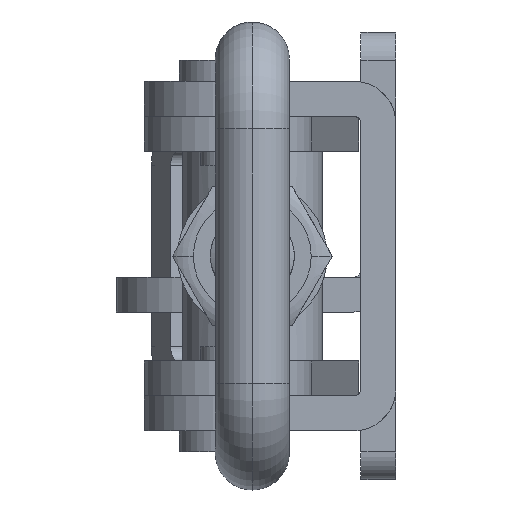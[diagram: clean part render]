
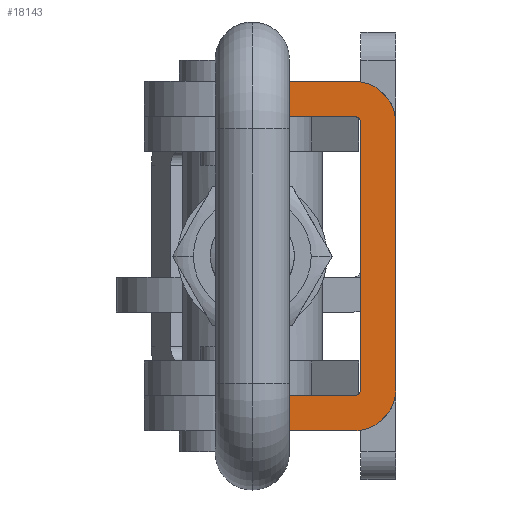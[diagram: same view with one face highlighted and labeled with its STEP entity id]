
A CAD part, left-side view. The second image highlights one B-rep face of the part: STEP entity #18143.
In plain terms, the highlighted planar face has unit normal (-1, 0, 0).
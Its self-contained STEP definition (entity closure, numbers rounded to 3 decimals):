
#536 = FACE_OUTER_BOUND ( 'NONE', #12081, .T. ) ;
#653 = CIRCLE ( 'NONE', #1250, 0.5 ) ;
#1250 = AXIS2_PLACEMENT_3D ( 'NONE', #18693, #4406, #16812 ) ;
#1301 = ORIENTED_EDGE ( 'NONE', *, *, #19492, .T. ) ;
#1324 = DIRECTION ( 'NONE',  ( 0., 1., 0. ) ) ;
#1550 = EDGE_CURVE ( 'NONE', #26461, #2034, #3285, .T. ) ;
#1723 = DIRECTION ( 'NONE',  ( 0., 0., 1. ) ) ;
#2034 = VERTEX_POINT ( 'NONE', #16256 ) ;
#2058 = CARTESIAN_POINT ( 'NONE',  ( 0., 3., 12.5 ) ) ;
#2347 = PLANE ( 'NONE',  #3947 ) ;
#2412 = VERTEX_POINT ( 'NONE', #8559 ) ;
#2846 = VECTOR ( 'NONE', #27275, 1000. ) ;
#2994 = DIRECTION ( 'NONE',  ( 0., 0., 1. ) ) ;
#3285 = LINE ( 'NONE', #13800, #4400 ) ;
#3757 = AXIS2_PLACEMENT_3D ( 'NONE', #20891, #11531, #28181 ) ;
#3947 = AXIS2_PLACEMENT_3D ( 'NONE', #9144, #14260, #13951 ) ;
#4079 = AXIS2_PLACEMENT_3D ( 'NONE', #8519, #22377, #27286 ) ;
#4400 = VECTOR ( 'NONE', #27969, 1000. ) ;
#4406 = DIRECTION ( 'NONE',  ( 1., 0., 0. ) ) ;
#5345 = ORIENTED_EDGE ( 'NONE', *, *, #8236, .F. ) ;
#5674 = LINE ( 'NONE', #18121, #15386 ) ;
#5908 = CARTESIAN_POINT ( 'NONE',  ( 0., 0., -16. ) ) ;
#5944 = EDGE_CURVE ( 'NONE', #9487, #16471, #12479, .T. ) ;
#5946 = ORIENTED_EDGE ( 'NONE', *, *, #8905, .T. ) ;
#6004 = CARTESIAN_POINT ( 'NONE',  ( 0., 2.5, -16. ) ) ;
#6158 = VERTEX_POINT ( 'NONE', #2058 ) ;
#6530 = CIRCLE ( 'NONE', #18320, 3. ) ;
#7312 = CARTESIAN_POINT ( 'NONE',  ( 0., 2.5, -9.5 ) ) ;
#7388 = ORIENTED_EDGE ( 'NONE', *, *, #14709, .F. ) ;
#8236 = EDGE_CURVE ( 'NONE', #26461, #17814, #13911, .T. ) ;
#8285 = VECTOR ( 'NONE', #1324, 1000. ) ;
#8519 = CARTESIAN_POINT ( 'NONE',  ( 0., 3., -9.5 ) ) ;
#8559 = CARTESIAN_POINT ( 'NONE',  ( 0., 0., 9.5 ) ) ;
#8905 = EDGE_CURVE ( 'NONE', #21978, #9487, #12042, .T. ) ;
#9144 = CARTESIAN_POINT ( 'NONE',  ( 0., 2.5, -16. ) ) ;
#9323 = VECTOR ( 'NONE', #18540, 1000. ) ;
#9331 = VERTEX_POINT ( 'NONE', #19325 ) ;
#9487 = VERTEX_POINT ( 'NONE', #24630 ) ;
#10259 = EDGE_CURVE ( 'NONE', #17814, #6158, #25735, .T. ) ;
#11275 = DIRECTION ( 'NONE',  ( 0., 0., -1. ) ) ;
#11358 = EDGE_CURVE ( 'NONE', #24966, #30130, #23633, .T. ) ;
#11531 = DIRECTION ( 'NONE',  ( 1., 0., 0. ) ) ;
#11623 = ORIENTED_EDGE ( 'NONE', *, *, #11358, .T. ) ;
#12042 = LINE ( 'NONE', #22698, #8285 ) ;
#12081 = EDGE_LOOP ( 'NONE', ( #15287, #11623, #28774, #19182, #17295, #5345, #14851, #1301, #7388, #25233, #5946, #22086 ) ) ;
#12479 = LINE ( 'NONE', #17573, #30731 ) ;
#13353 = EDGE_CURVE ( 'NONE', #30130, #2412, #23063, .T. ) ;
#13800 = CARTESIAN_POINT ( 'NONE',  ( 0., 12., 10. ) ) ;
#13911 = LINE ( 'NONE', #15638, #30667 ) ;
#13951 = DIRECTION ( 'NONE',  ( 0., 0., -1. ) ) ;
#14156 = VERTEX_POINT ( 'NONE', #7312 ) ;
#14260 = DIRECTION ( 'NONE',  ( 1., 0., 0. ) ) ;
#14673 = CIRCLE ( 'NONE', #3757, 0.5 ) ;
#14709 = EDGE_CURVE ( 'NONE', #14156, #9331, #20010, .T. ) ;
#14851 = ORIENTED_EDGE ( 'NONE', *, *, #1550, .T. ) ;
#15287 = ORIENTED_EDGE ( 'NONE', *, *, #20100, .F. ) ;
#15386 = VECTOR ( 'NONE', #27522, 1000. ) ;
#15638 = CARTESIAN_POINT ( 'NONE',  ( 0., 12., 10. ) ) ;
#16175 = CARTESIAN_POINT ( 'NONE',  ( 0., 0., -9.5 ) ) ;
#16256 = CARTESIAN_POINT ( 'NONE',  ( 0., 3., 10. ) ) ;
#16471 = VERTEX_POINT ( 'NONE', #23973 ) ;
#16812 = DIRECTION ( 'NONE',  ( 0., 0., -1. ) ) ;
#17295 = ORIENTED_EDGE ( 'NONE', *, *, #10259, .F. ) ;
#17567 = EDGE_CURVE ( 'NONE', #2412, #6158, #6530, .T. ) ;
#17573 = CARTESIAN_POINT ( 'NONE',  ( 0., 12., -10. ) ) ;
#17814 = VERTEX_POINT ( 'NONE', #27499 ) ;
#18121 = CARTESIAN_POINT ( 'NONE',  ( 0., 0., -12.5 ) ) ;
#18143 = ADVANCED_FACE ( 'NONE', ( #536 ), #2347, .F. ) ;
#18320 = AXIS2_PLACEMENT_3D ( 'NONE', #19068, #23962, #28767 ) ;
#18540 = DIRECTION ( 'NONE',  ( 0., -1., 0. ) ) ;
#18693 = CARTESIAN_POINT ( 'NONE',  ( 0., 3., -9.5 ) ) ;
#19068 = CARTESIAN_POINT ( 'NONE',  ( 0., 3., 9.5 ) ) ;
#19182 = ORIENTED_EDGE ( 'NONE', *, *, #17567, .T. ) ;
#19325 = CARTESIAN_POINT ( 'NONE',  ( 0., 2.5, 9.5 ) ) ;
#19492 = EDGE_CURVE ( 'NONE', #2034, #9331, #14673, .T. ) ;
#20010 = LINE ( 'NONE', #6004, #2846 ) ;
#20100 = EDGE_CURVE ( 'NONE', #24966, #16471, #5674, .T. ) ;
#20891 = CARTESIAN_POINT ( 'NONE',  ( 0., 3., 9.5 ) ) ;
#21149 = CARTESIAN_POINT ( 'NONE',  ( 0., 12., 12.5 ) ) ;
#21978 = VERTEX_POINT ( 'NONE', #28368 ) ;
#22086 = ORIENTED_EDGE ( 'NONE', *, *, #5944, .T. ) ;
#22377 = DIRECTION ( 'NONE',  ( -1., 0., 0. ) ) ;
#22698 = CARTESIAN_POINT ( 'NONE',  ( 0., 0., -10. ) ) ;
#23063 = LINE ( 'NONE', #5908, #24165 ) ;
#23633 = CIRCLE ( 'NONE', #4079, 3. ) ;
#23962 = DIRECTION ( 'NONE',  ( -1., 0., 0. ) ) ;
#23973 = CARTESIAN_POINT ( 'NONE',  ( 0., 12., -12.5 ) ) ;
#23983 = CARTESIAN_POINT ( 'NONE',  ( 0., 12., 10. ) ) ;
#24058 = EDGE_CURVE ( 'NONE', #14156, #21978, #653, .T. ) ;
#24130 = CARTESIAN_POINT ( 'NONE',  ( 0., 3., -12.5 ) ) ;
#24165 = VECTOR ( 'NONE', #1723, 1000. ) ;
#24630 = CARTESIAN_POINT ( 'NONE',  ( 0., 12., -10. ) ) ;
#24966 = VERTEX_POINT ( 'NONE', #24130 ) ;
#25233 = ORIENTED_EDGE ( 'NONE', *, *, #24058, .T. ) ;
#25735 = LINE ( 'NONE', #21149, #9323 ) ;
#26461 = VERTEX_POINT ( 'NONE', #23983 ) ;
#27275 = DIRECTION ( 'NONE',  ( 0., 0., 1. ) ) ;
#27286 = DIRECTION ( 'NONE',  ( 0., 0., -1. ) ) ;
#27499 = CARTESIAN_POINT ( 'NONE',  ( 0., 12., 12.5 ) ) ;
#27522 = DIRECTION ( 'NONE',  ( 0., 1., 0. ) ) ;
#27969 = DIRECTION ( 'NONE',  ( 0., -1., 0. ) ) ;
#28181 = DIRECTION ( 'NONE',  ( 0., 0., -1. ) ) ;
#28368 = CARTESIAN_POINT ( 'NONE',  ( 0., 3., -10. ) ) ;
#28767 = DIRECTION ( 'NONE',  ( 0., 0., -1. ) ) ;
#28774 = ORIENTED_EDGE ( 'NONE', *, *, #13353, .T. ) ;
#30130 = VERTEX_POINT ( 'NONE', #16175 ) ;
#30667 = VECTOR ( 'NONE', #2994, 1000. ) ;
#30731 = VECTOR ( 'NONE', #11275, 1000. ) ;
